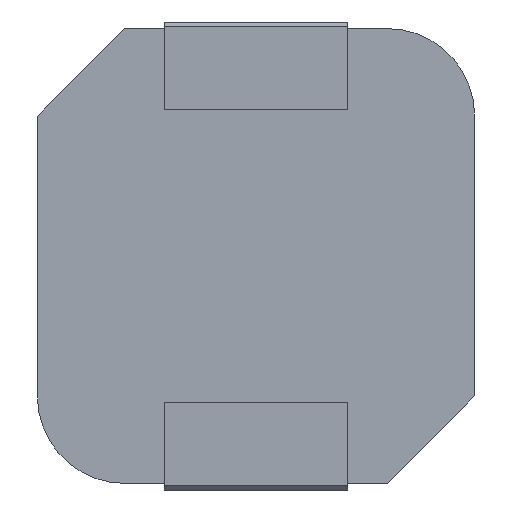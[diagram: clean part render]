
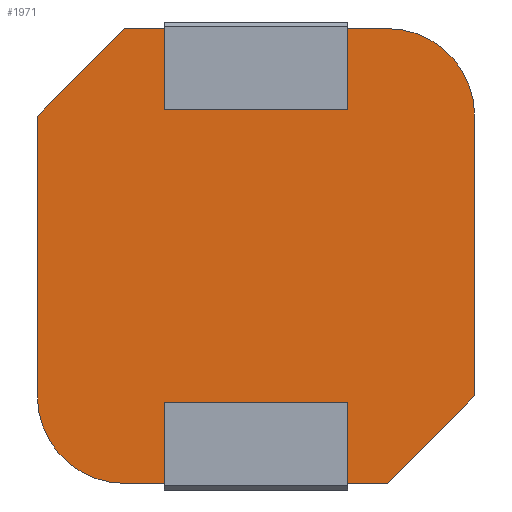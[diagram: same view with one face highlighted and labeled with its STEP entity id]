
A CAD part, front view. The second image highlights one B-rep face of the part: STEP entity #1971.
In plain terms, the highlighted planar face has unit normal (0, -1, 0).
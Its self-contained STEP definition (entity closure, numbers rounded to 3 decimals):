
#24 = EDGE_CURVE ( 'NONE', #1064, #943, #1482, .T. ) ;
#58 = DIRECTION ( 'NONE',  ( 0., 0., 1. ) ) ;
#93 = VERTEX_POINT ( 'NONE', #2499 ) ;
#102 = ORIENTED_EDGE ( 'NONE', *, *, #2540, .F. ) ;
#130 = ORIENTED_EDGE ( 'NONE', *, *, #860, .F. ) ;
#134 = EDGE_CURVE ( 'NONE', #2099, #1949, #2079, .T. ) ;
#158 = DIRECTION ( 'NONE',  ( 0., 0., -1. ) ) ;
#168 = VERTEX_POINT ( 'NONE', #412 ) ;
#176 = CARTESIAN_POINT ( 'NONE',  ( -4.1, 0., 4.1 ) ) ;
#226 = AXIS2_PLACEMENT_3D ( 'NONE', #2001, #2384, #861 ) ;
#232 = LINE ( 'NONE', #1429, #1660 ) ;
#234 = EDGE_CURVE ( 'NONE', #2189, #2019, #561, .T. ) ;
#244 = LINE ( 'NONE', #2421, #962 ) ;
#276 = EDGE_CURVE ( 'NONE', #2467, #2307, #1315, .T. ) ;
#297 = ORIENTED_EDGE ( 'NONE', *, *, #234, .T. ) ;
#314 = DIRECTION ( 'NONE',  ( 0., -1., 0. ) ) ;
#322 = EDGE_CURVE ( 'NONE', #1840, #1064, #1547, .T. ) ;
#328 = CARTESIAN_POINT ( 'NONE',  ( 4.1, 0., -4.1 ) ) ;
#338 = EDGE_CURVE ( 'NONE', #1168, #487, #2341, .T. ) ;
#357 = EDGE_CURVE ( 'NONE', #1840, #168, #965, .T. ) ;
#403 = EDGE_CURVE ( 'NONE', #93, #1949, #1973, .T. ) ;
#405 = VECTOR ( 'NONE', #2324, 1000. ) ;
#406 = CARTESIAN_POINT ( 'NONE',  ( -5., 0., -3.2 ) ) ;
#412 = CARTESIAN_POINT ( 'NONE',  ( -5., 0., 3.2 ) ) ;
#420 = LINE ( 'NONE', #595, #1197 ) ;
#430 = EDGE_CURVE ( 'NONE', #2244, #2019, #2350, .T. ) ;
#454 = CARTESIAN_POINT ( 'NONE',  ( 2.1, 0., -5.2 ) ) ;
#487 = VERTEX_POINT ( 'NONE', #569 ) ;
#488 = CARTESIAN_POINT ( 'NONE',  ( 5., 0., 5.2 ) ) ;
#519 = CARTESIAN_POINT ( 'NONE',  ( -3., 0., -3.2 ) ) ;
#521 = CARTESIAN_POINT ( 'NONE',  ( -3., 0., -5.2 ) ) ;
#528 = VECTOR ( 'NONE', #1690, 1000. ) ;
#561 = CIRCLE ( 'NONE', #2136, 2. ) ;
#563 = CARTESIAN_POINT ( 'NONE',  ( -5., 0., 5.2 ) ) ;
#569 = CARTESIAN_POINT ( 'NONE',  ( 2.1, 0., -3.35 ) ) ;
#572 = ORIENTED_EDGE ( 'NONE', *, *, #2105, .T. ) ;
#576 = DIRECTION ( 'NONE',  ( 1., 0., 0. ) ) ;
#595 = CARTESIAN_POINT ( 'NONE',  ( -2.1, 0., 3.35 ) ) ;
#650 = FACE_OUTER_BOUND ( 'NONE', #786, .T. ) ;
#733 = VECTOR ( 'NONE', #576, 1000. ) ;
#770 = CARTESIAN_POINT ( 'NONE',  ( -2.1, 0., 3.35 ) ) ;
#786 = EDGE_LOOP ( 'NONE', ( #2441, #297, #1121, #2166, #1275, #1215, #852, #572, #130, #1674, #2030, #2021, #102, #1777, #1632, #1445 ) ) ;
#789 = DIRECTION ( 'NONE',  ( 1., 0., 0. ) ) ;
#793 = DIRECTION ( 'NONE',  ( 0., 0., -1. ) ) ;
#852 = ORIENTED_EDGE ( 'NONE', *, *, #276, .F. ) ;
#860 = EDGE_CURVE ( 'NONE', #2099, #1544, #1685, .T. ) ;
#861 = DIRECTION ( 'NONE',  ( 0., 0., -1. ) ) ;
#882 = VECTOR ( 'NONE', #1085, 1000. ) ;
#931 = VECTOR ( 'NONE', #2280, 1000. ) ;
#937 = CARTESIAN_POINT ( 'NONE',  ( 5., 0., 3.2 ) ) ;
#943 = VERTEX_POINT ( 'NONE', #770 ) ;
#952 = DIRECTION ( 'NONE',  ( 1., 0., 0. ) ) ;
#962 = VECTOR ( 'NONE', #58, 1000. ) ;
#965 = LINE ( 'NONE', #176, #1032 ) ;
#974 = AXIS2_PLACEMENT_3D ( 'NONE', #1192, #1773, #793 ) ;
#1026 = EDGE_CURVE ( 'NONE', #487, #2307, #1918, .T. ) ;
#1032 = VECTOR ( 'NONE', #2158, 1000. ) ;
#1048 = CARTESIAN_POINT ( 'NONE',  ( 5., 0., -3.2 ) ) ;
#1064 = VERTEX_POINT ( 'NONE', #1744 ) ;
#1085 = DIRECTION ( 'NONE',  ( 0.707, 0., 0.707 ) ) ;
#1121 = ORIENTED_EDGE ( 'NONE', *, *, #430, .F. ) ;
#1168 = VERTEX_POINT ( 'NONE', #2232 ) ;
#1192 = CARTESIAN_POINT ( 'NONE',  ( 3., 0., 3.2 ) ) ;
#1197 = VECTOR ( 'NONE', #952, 1000. ) ;
#1215 = ORIENTED_EDGE ( 'NONE', *, *, #1026, .T. ) ;
#1228 = VERTEX_POINT ( 'NONE', #1317 ) ;
#1251 = EDGE_CURVE ( 'NONE', #2189, #168, #2125, .T. ) ;
#1275 = ORIENTED_EDGE ( 'NONE', *, *, #338, .T. ) ;
#1315 = LINE ( 'NONE', #1326, #528 ) ;
#1317 = CARTESIAN_POINT ( 'NONE',  ( 2.1, 0., 3.35 ) ) ;
#1326 = CARTESIAN_POINT ( 'NONE',  ( -5., 0., -5.2 ) ) ;
#1368 = VECTOR ( 'NONE', #2258, 1000. ) ;
#1429 = CARTESIAN_POINT ( 'NONE',  ( -2.1, 0., -5.35 ) ) ;
#1445 = ORIENTED_EDGE ( 'NONE', *, *, #357, .T. ) ;
#1482 = LINE ( 'NONE', #2113, #931 ) ;
#1536 = CARTESIAN_POINT ( 'NONE',  ( 3., 0., -5.2 ) ) ;
#1544 = VERTEX_POINT ( 'NONE', #1048 ) ;
#1547 = LINE ( 'NONE', #563, #2023 ) ;
#1632 = ORIENTED_EDGE ( 'NONE', *, *, #322, .F. ) ;
#1660 = VECTOR ( 'NONE', #2205, 1000. ) ;
#1674 = ORIENTED_EDGE ( 'NONE', *, *, #134, .T. ) ;
#1685 = LINE ( 'NONE', #488, #1368 ) ;
#1690 = DIRECTION ( 'NONE',  ( -1., 0., 0. ) ) ;
#1744 = CARTESIAN_POINT ( 'NONE',  ( -2.1, 0., 5.2 ) ) ;
#1755 = VECTOR ( 'NONE', #1914, 1000. ) ;
#1770 = CARTESIAN_POINT ( 'NONE',  ( -2.1, 0., -3.35 ) ) ;
#1773 = DIRECTION ( 'NONE',  ( 0., -1., 0. ) ) ;
#1777 = ORIENTED_EDGE ( 'NONE', *, *, #24, .F. ) ;
#1810 = CARTESIAN_POINT ( 'NONE',  ( -2.1, 0., -5.2 ) ) ;
#1840 = VERTEX_POINT ( 'NONE', #2239 ) ;
#1914 = DIRECTION ( 'NONE',  ( 0., 0., 1. ) ) ;
#1918 = LINE ( 'NONE', #2100, #2277 ) ;
#1927 = EDGE_CURVE ( 'NONE', #1228, #93, #244, .T. ) ;
#1932 = DIRECTION ( 'NONE',  ( -1., 0., 0. ) ) ;
#1949 = VERTEX_POINT ( 'NONE', #2025 ) ;
#1971 = ADVANCED_FACE ( 'NONE', ( #650 ), #2036, .T. ) ;
#1973 = LINE ( 'NONE', #2539, #405 ) ;
#2001 = CARTESIAN_POINT ( 'NONE',  ( 0., 0., 0. ) ) ;
#2019 = VERTEX_POINT ( 'NONE', #521 ) ;
#2021 = ORIENTED_EDGE ( 'NONE', *, *, #1927, .F. ) ;
#2023 = VECTOR ( 'NONE', #789, 1000. ) ;
#2025 = CARTESIAN_POINT ( 'NONE',  ( 3., 0., 5.2 ) ) ;
#2030 = ORIENTED_EDGE ( 'NONE', *, *, #403, .F. ) ;
#2036 = PLANE ( 'NONE',  #226 ) ;
#2079 = CIRCLE ( 'NONE', #974, 2. ) ;
#2094 = DIRECTION ( 'NONE',  ( 0., 0., -1. ) ) ;
#2095 = VECTOR ( 'NONE', #1932, 1000. ) ;
#2099 = VERTEX_POINT ( 'NONE', #937 ) ;
#2100 = CARTESIAN_POINT ( 'NONE',  ( 2.1, 0., -5.35 ) ) ;
#2105 = EDGE_CURVE ( 'NONE', #2467, #1544, #2496, .T. ) ;
#2112 = CARTESIAN_POINT ( 'NONE',  ( -5., 0., 5.2 ) ) ;
#2113 = CARTESIAN_POINT ( 'NONE',  ( -2.1, 0., 5.35 ) ) ;
#2125 = LINE ( 'NONE', #2112, #1755 ) ;
#2136 = AXIS2_PLACEMENT_3D ( 'NONE', #519, #314, #2094 ) ;
#2158 = DIRECTION ( 'NONE',  ( -0.707, 0., -0.707 ) ) ;
#2166 = ORIENTED_EDGE ( 'NONE', *, *, #2263, .T. ) ;
#2189 = VERTEX_POINT ( 'NONE', #406 ) ;
#2205 = DIRECTION ( 'NONE',  ( 0., 0., 1. ) ) ;
#2232 = CARTESIAN_POINT ( 'NONE',  ( -2.1, 0., -3.35 ) ) ;
#2239 = CARTESIAN_POINT ( 'NONE',  ( -3., 0., 5.2 ) ) ;
#2244 = VERTEX_POINT ( 'NONE', #1810 ) ;
#2258 = DIRECTION ( 'NONE',  ( 0., 0., -1. ) ) ;
#2263 = EDGE_CURVE ( 'NONE', #2244, #1168, #232, .T. ) ;
#2277 = VECTOR ( 'NONE', #158, 1000. ) ;
#2280 = DIRECTION ( 'NONE',  ( 0., 0., -1. ) ) ;
#2307 = VERTEX_POINT ( 'NONE', #454 ) ;
#2319 = CARTESIAN_POINT ( 'NONE',  ( -5., 0., -5.2 ) ) ;
#2324 = DIRECTION ( 'NONE',  ( 1., 0., 0. ) ) ;
#2341 = LINE ( 'NONE', #1770, #733 ) ;
#2350 = LINE ( 'NONE', #2319, #2095 ) ;
#2384 = DIRECTION ( 'NONE',  ( 0., -1., 0. ) ) ;
#2421 = CARTESIAN_POINT ( 'NONE',  ( 2.1, 0., 5.35 ) ) ;
#2441 = ORIENTED_EDGE ( 'NONE', *, *, #1251, .F. ) ;
#2467 = VERTEX_POINT ( 'NONE', #1536 ) ;
#2496 = LINE ( 'NONE', #328, #882 ) ;
#2499 = CARTESIAN_POINT ( 'NONE',  ( 2.1, 0., 5.2 ) ) ;
#2539 = CARTESIAN_POINT ( 'NONE',  ( -5., 0., 5.2 ) ) ;
#2540 = EDGE_CURVE ( 'NONE', #943, #1228, #420, .T. ) ;
